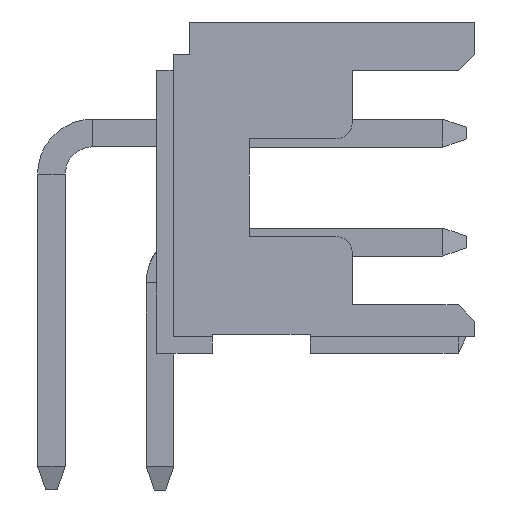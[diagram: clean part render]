
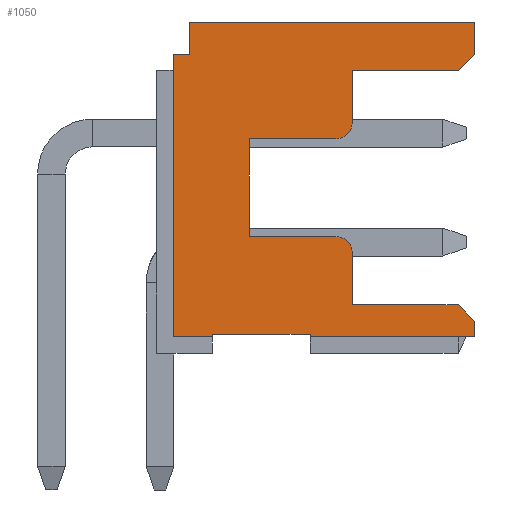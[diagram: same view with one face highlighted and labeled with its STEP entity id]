
A CAD part, left-side view. The second image highlights one B-rep face of the part: STEP entity #1050.
In plain terms, the highlighted planar face has unit normal (-1, 0, 0).
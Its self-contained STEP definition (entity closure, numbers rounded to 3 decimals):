
#22 = VERTEX_POINT('',#23);
#23 = CARTESIAN_POINT('',(-5.,0.018,0.318));
#31 = EDGE_CURVE('',#32,#22,#34,.T.);
#32 = VERTEX_POINT('',#33);
#33 = CARTESIAN_POINT('',(-5.,0.018,0.608));
#34 = LINE('',#35,#36);
#35 = CARTESIAN_POINT('',(-5.,0.018,0.608));
#36 = VECTOR('',#37,1.);
#37 = DIRECTION('',(0.,0.,-1.));
#112 = VERTEX_POINT('',#113);
#113 = CARTESIAN_POINT('',(-5.,3.043,0.318));
#119 = EDGE_CURVE('',#22,#112,#120,.T.);
#120 = LINE('',#121,#122);
#121 = CARTESIAN_POINT('',(-5.,0.018,0.318));
#122 = VECTOR('',#123,1.);
#123 = DIRECTION('',(0.,1.,0.));
#496 = VERTEX_POINT('',#497);
#497 = CARTESIAN_POINT('',(-5.,3.043,0.368));
#503 = EDGE_CURVE('',#112,#496,#504,.T.);
#504 = LINE('',#505,#506);
#505 = CARTESIAN_POINT('',(-5.,3.043,0.318));
#506 = VECTOR('',#507,1.);
#507 = DIRECTION('',(0.,0.,1.));
#662 = VERTEX_POINT('',#663);
#663 = CARTESIAN_POINT('',(-5.,0.318,0.908));
#669 = EDGE_CURVE('',#662,#670,#672,.T.);
#670 = VERTEX_POINT('',#671);
#671 = CARTESIAN_POINT('',(-5.,2.268,0.908));
#672 = LINE('',#673,#674);
#673 = CARTESIAN_POINT('',(-5.,0.318,0.908));
#674 = VECTOR('',#675,1.);
#675 = DIRECTION('',(0.,1.,0.));
#1037 = EDGE_CURVE('',#662,#32,#1038,.T.);
#1038 = LINE('',#1039,#1040);
#1039 = CARTESIAN_POINT('',(-5.,0.318,0.908));
#1040 = VECTOR('',#1041,1.);
#1041 = DIRECTION('',(0.,-0.707,-0.707));
#1050 = ADVANCED_FACE('',(#1051),#1194,.T.);
#1051 = FACE_BOUND('',#1052,.F.);
#1052 = EDGE_LOOP('',(#1053,#1054,#1055,#1063,#1071,#1079,#1087,#1095,
    #1103,#1111,#1119,#1127,#1135,#1143,#1152,#1160,#1168,#1176,#1185,
    #1191,#1192,#1193));
#1053 = ORIENTED_EDGE('',*,*,#119,.T.);
#1054 = ORIENTED_EDGE('',*,*,#503,.T.);
#1055 = ORIENTED_EDGE('',*,*,#1056,.T.);
#1056 = EDGE_CURVE('',#496,#1057,#1059,.T.);
#1057 = VERTEX_POINT('',#1058);
#1058 = CARTESIAN_POINT('',(-5.,4.843,0.368));
#1059 = LINE('',#1060,#1061);
#1060 = CARTESIAN_POINT('',(-5.,3.043,0.368));
#1061 = VECTOR('',#1062,1.);
#1062 = DIRECTION('',(0.,1.,0.));
#1063 = ORIENTED_EDGE('',*,*,#1064,.T.);
#1064 = EDGE_CURVE('',#1057,#1065,#1067,.T.);
#1065 = VERTEX_POINT('',#1066);
#1066 = CARTESIAN_POINT('',(-5.,4.843,0.318));
#1067 = LINE('',#1068,#1069);
#1068 = CARTESIAN_POINT('',(-5.,4.843,0.368));
#1069 = VECTOR('',#1070,1.);
#1070 = DIRECTION('',(0.,0.,-1.));
#1071 = ORIENTED_EDGE('',*,*,#1072,.F.);
#1072 = EDGE_CURVE('',#1073,#1065,#1075,.T.);
#1073 = VERTEX_POINT('',#1074);
#1074 = CARTESIAN_POINT('',(-5.,5.568,0.318));
#1075 = LINE('',#1076,#1077);
#1076 = CARTESIAN_POINT('',(-5.,5.568,0.318));
#1077 = VECTOR('',#1078,1.);
#1078 = DIRECTION('',(0.,-1.,0.));
#1079 = ORIENTED_EDGE('',*,*,#1080,.T.);
#1080 = EDGE_CURVE('',#1073,#1081,#1083,.T.);
#1081 = VERTEX_POINT('',#1082);
#1082 = CARTESIAN_POINT('',(-5.,5.568,5.518));
#1083 = LINE('',#1084,#1085);
#1084 = CARTESIAN_POINT('',(-5.,5.568,0.318));
#1085 = VECTOR('',#1086,1.);
#1086 = DIRECTION('',(0.,0.,1.));
#1087 = ORIENTED_EDGE('',*,*,#1088,.F.);
#1088 = EDGE_CURVE('',#1089,#1081,#1091,.T.);
#1089 = VERTEX_POINT('',#1090);
#1090 = CARTESIAN_POINT('',(-5.,5.268,5.518));
#1091 = LINE('',#1092,#1093);
#1092 = CARTESIAN_POINT('',(-5.,5.268,5.518));
#1093 = VECTOR('',#1094,1.);
#1094 = DIRECTION('',(0.,1.,0.));
#1095 = ORIENTED_EDGE('',*,*,#1096,.F.);
#1096 = EDGE_CURVE('',#1097,#1089,#1099,.T.);
#1097 = VERTEX_POINT('',#1098);
#1098 = CARTESIAN_POINT('',(-5.,5.268,6.118));
#1099 = LINE('',#1100,#1101);
#1100 = CARTESIAN_POINT('',(-5.,5.268,6.118));
#1101 = VECTOR('',#1102,1.);
#1102 = DIRECTION('',(0.,0.,-1.));
#1103 = ORIENTED_EDGE('',*,*,#1104,.T.);
#1104 = EDGE_CURVE('',#1097,#1105,#1107,.T.);
#1105 = VERTEX_POINT('',#1106);
#1106 = CARTESIAN_POINT('',(-5.,0.018,6.118));
#1107 = LINE('',#1108,#1109);
#1108 = CARTESIAN_POINT('',(-5.,5.268,6.118));
#1109 = VECTOR('',#1110,1.);
#1110 = DIRECTION('',(0.,-1.,0.));
#1111 = ORIENTED_EDGE('',*,*,#1112,.T.);
#1112 = EDGE_CURVE('',#1105,#1113,#1115,.T.);
#1113 = VERTEX_POINT('',#1114);
#1114 = CARTESIAN_POINT('',(-5.,0.018,5.528));
#1115 = LINE('',#1116,#1117);
#1116 = CARTESIAN_POINT('',(-5.,0.018,6.118));
#1117 = VECTOR('',#1118,1.);
#1118 = DIRECTION('',(0.,0.,-1.));
#1119 = ORIENTED_EDGE('',*,*,#1120,.F.);
#1120 = EDGE_CURVE('',#1121,#1113,#1123,.T.);
#1121 = VERTEX_POINT('',#1122);
#1122 = CARTESIAN_POINT('',(-5.,0.318,5.228));
#1123 = LINE('',#1124,#1125);
#1124 = CARTESIAN_POINT('',(-5.,0.318,5.228));
#1125 = VECTOR('',#1126,1.);
#1126 = DIRECTION('',(0.,-0.707,0.707));
#1127 = ORIENTED_EDGE('',*,*,#1128,.T.);
#1128 = EDGE_CURVE('',#1121,#1129,#1131,.T.);
#1129 = VERTEX_POINT('',#1130);
#1130 = CARTESIAN_POINT('',(-5.,2.268,5.228));
#1131 = LINE('',#1132,#1133);
#1132 = CARTESIAN_POINT('',(-5.,0.318,5.228));
#1133 = VECTOR('',#1134,1.);
#1134 = DIRECTION('',(0.,1.,0.));
#1135 = ORIENTED_EDGE('',*,*,#1136,.T.);
#1136 = EDGE_CURVE('',#1129,#1137,#1139,.T.);
#1137 = VERTEX_POINT('',#1138);
#1138 = CARTESIAN_POINT('',(-5.,2.268,4.268));
#1139 = LINE('',#1140,#1141);
#1140 = CARTESIAN_POINT('',(-5.,2.268,5.228));
#1141 = VECTOR('',#1142,1.);
#1142 = DIRECTION('',(0.,0.,-1.));
#1143 = ORIENTED_EDGE('',*,*,#1144,.F.);
#1144 = EDGE_CURVE('',#1145,#1137,#1147,.T.);
#1145 = VERTEX_POINT('',#1146);
#1146 = CARTESIAN_POINT('',(-5.,2.568,3.968));
#1147 = CIRCLE('',#1148,0.3);
#1148 = AXIS2_PLACEMENT_3D('',#1149,#1150,#1151);
#1149 = CARTESIAN_POINT('',(-5.,2.568,4.268));
#1150 = DIRECTION('',(-1.,0.,0.));
#1151 = DIRECTION('',(0.,0.,-1.));
#1152 = ORIENTED_EDGE('',*,*,#1153,.T.);
#1153 = EDGE_CURVE('',#1145,#1154,#1156,.T.);
#1154 = VERTEX_POINT('',#1155);
#1155 = CARTESIAN_POINT('',(-5.,4.168,3.968));
#1156 = LINE('',#1157,#1158);
#1157 = CARTESIAN_POINT('',(-5.,2.568,3.968));
#1158 = VECTOR('',#1159,1.);
#1159 = DIRECTION('',(0.,1.,0.));
#1160 = ORIENTED_EDGE('',*,*,#1161,.T.);
#1161 = EDGE_CURVE('',#1154,#1162,#1164,.T.);
#1162 = VERTEX_POINT('',#1163);
#1163 = CARTESIAN_POINT('',(-5.,4.168,2.168));
#1164 = LINE('',#1165,#1166);
#1165 = CARTESIAN_POINT('',(-5.,4.168,3.968));
#1166 = VECTOR('',#1167,1.);
#1167 = DIRECTION('',(0.,0.,-1.));
#1168 = ORIENTED_EDGE('',*,*,#1169,.F.);
#1169 = EDGE_CURVE('',#1170,#1162,#1172,.T.);
#1170 = VERTEX_POINT('',#1171);
#1171 = CARTESIAN_POINT('',(-5.,2.568,2.168));
#1172 = LINE('',#1173,#1174);
#1173 = CARTESIAN_POINT('',(-5.,2.568,2.168));
#1174 = VECTOR('',#1175,1.);
#1175 = DIRECTION('',(0.,1.,0.));
#1176 = ORIENTED_EDGE('',*,*,#1177,.F.);
#1177 = EDGE_CURVE('',#1178,#1170,#1180,.T.);
#1178 = VERTEX_POINT('',#1179);
#1179 = CARTESIAN_POINT('',(-5.,2.268,1.868));
#1180 = CIRCLE('',#1181,0.3);
#1181 = AXIS2_PLACEMENT_3D('',#1182,#1183,#1184);
#1182 = CARTESIAN_POINT('',(-5.,2.568,1.868));
#1183 = DIRECTION('',(-1.,0.,0.));
#1184 = DIRECTION('',(0.,-1.,0.));
#1185 = ORIENTED_EDGE('',*,*,#1186,.T.);
#1186 = EDGE_CURVE('',#1178,#670,#1187,.T.);
#1187 = LINE('',#1188,#1189);
#1188 = CARTESIAN_POINT('',(-5.,2.268,1.868));
#1189 = VECTOR('',#1190,1.);
#1190 = DIRECTION('',(0.,0.,-1.));
#1191 = ORIENTED_EDGE('',*,*,#669,.F.);
#1192 = ORIENTED_EDGE('',*,*,#1037,.T.);
#1193 = ORIENTED_EDGE('',*,*,#31,.T.);
#1194 = PLANE('',#1195);
#1195 = AXIS2_PLACEMENT_3D('',#1196,#1197,#1198);
#1196 = CARTESIAN_POINT('',(-5.,5.868,6.118));
#1197 = DIRECTION('',(-1.,0.,0.));
#1198 = DIRECTION('',(0.,0.,-1.));
